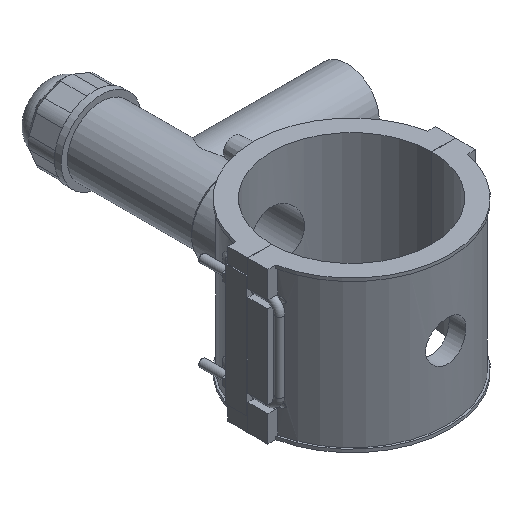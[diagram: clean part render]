
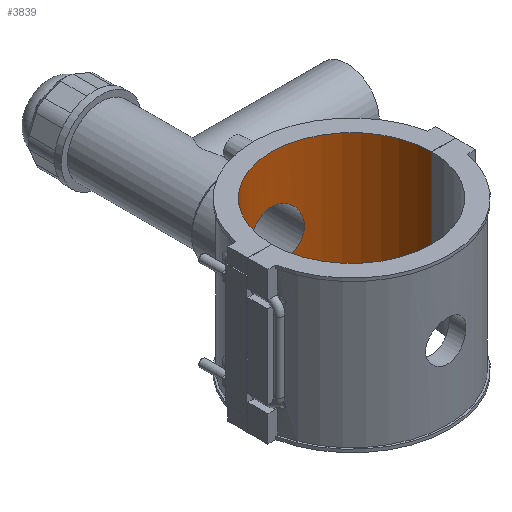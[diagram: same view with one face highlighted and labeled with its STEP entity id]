
A CAD part, isometric view. The second image highlights one B-rep face of the part: STEP entity #3839.
In plain terms, the highlighted cylindrical face has radius 62.5 mm (diameter 125 mm), a partial arc.
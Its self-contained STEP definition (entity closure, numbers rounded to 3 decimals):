
#280=LINE('',#7697,#579);
#340=LINE('',#8111,#639);
#579=VECTOR('',#4911,118.);
#639=VECTOR('',#5127,118.);
#714=FACE_BOUND('',#1387,.T.);
#715=B_SPLINE_CURVE_WITH_KNOTS('',3,(#5149,#5150,#5151,#5152,#5153,#5154,
#5155,#5156,#5157,#5158,#5159,#5160,#5161,#5162,#5163,#5164,#5165,#5166,
#5167,#5168,#5169,#5170,#5171,#5172,#5173,#5174,#5175,#5176,#5177,#5178,
#5179,#5180,#5181,#5182,#5183,#5184,#5185,#5186,#5187,#5188,#5189,#5190,
#5191,#5192,#5193,#5194,#5195,#5196,#5197,#5198,#5199,#5200,#5201,#5202,
#5203,#5204,#5205,#5206,#5207,#5208,#5209,#5210,#5211,#5212,#5213,#5214),
 .UNSPECIFIED.,.T.,.F.,(4,2,2,2,2,2,2,2,2,2,2,2,2,2,2,2,2,2,2,2,2,2,2,2,
2,2,2,2,2,2,2,2,4),(0.,0.416,0.832,1.248,
1.664,2.08,2.495,2.911,3.327,
3.742,4.158,4.574,4.99,5.406,
5.822,6.237,6.653,7.069,7.485,
7.901,8.317,8.733,9.149,9.564,
9.98,10.396,10.812,11.227,11.643,
12.059,12.475,12.891,13.307),
 .UNSPECIFIED.);
#877=CYLINDRICAL_SURFACE('',#4174,62.5);
#1103=FACE_OUTER_BOUND('',#1386,.T.);
#1386=EDGE_LOOP('',(#3479,#3480,#3481,#3482));
#1387=EDGE_LOOP('',(#3483));
#1514=CIRCLE('',#4171,62.5);
#1515=CIRCLE('',#4173,62.5);
#1517=VERTEX_POINT('',#5148);
#1808=VERTEX_POINT('',#7694);
#1809=VERTEX_POINT('',#7696);
#1866=VERTEX_POINT('',#8108);
#1867=VERTEX_POINT('',#8110);
#1870=EDGE_CURVE('',#1517,#1517,#715,.T.);
#2294=EDGE_CURVE('',#1809,#1808,#280,.T.);
#2396=EDGE_CURVE('',#1867,#1866,#340,.T.);
#2399=EDGE_CURVE('',#1809,#1866,#1514,.T.);
#2400=EDGE_CURVE('',#1867,#1808,#1515,.T.);
#3479=ORIENTED_EDGE('',*,*,#2396,.T.);
#3480=ORIENTED_EDGE('',*,*,#2399,.F.);
#3481=ORIENTED_EDGE('',*,*,#2294,.T.);
#3482=ORIENTED_EDGE('',*,*,#2400,.F.);
#3483=ORIENTED_EDGE('',*,*,#1870,.T.);
#3839=ADVANCED_FACE('',(#1103,#714),#877,.F.);
#4171=AXIS2_PLACEMENT_3D('',#8116,#5132,#5133);
#4173=AXIS2_PLACEMENT_3D('',#8118,#5136,#5137);
#4174=AXIS2_PLACEMENT_3D('',#8120,#5139,#5140);
#4911=DIRECTION('',(0.,0.,-1.));
#5127=DIRECTION('',(0.,0.,1.));
#5132=DIRECTION('center_axis',(0.,0.,-1.));
#5133=DIRECTION('ref_axis',(-1.,0.,0.));
#5136=DIRECTION('center_axis',(0.,0.,1.));
#5137=DIRECTION('ref_axis',(-1.,0.,0.));
#5139=DIRECTION('center_axis',(0.,0.,1.));
#5140=DIRECTION('ref_axis',(-1.,0.,0.));
#5148=CARTESIAN_POINT('',(-21.875,58.547,0.));
#5149=CARTESIAN_POINT('Ctrl Pts',(-21.875,58.547,0.));
#5150=CARTESIAN_POINT('Ctrl Pts',(-21.875,58.547,1.387));
#5151=CARTESIAN_POINT('Ctrl Pts',(-21.741,58.597,2.816));
#5152=CARTESIAN_POINT('Ctrl Pts',(-21.182,58.802,5.652));
#5153=CARTESIAN_POINT('Ctrl Pts',(-20.756,58.956,7.058));
#5154=CARTESIAN_POINT('Ctrl Pts',(-19.637,59.338,9.749));
#5155=CARTESIAN_POINT('Ctrl Pts',(-18.941,59.567,11.036));
#5156=CARTESIAN_POINT('Ctrl Pts',(-17.34,60.052,13.413));
#5157=CARTESIAN_POINT('Ctrl Pts',(-16.433,60.309,14.503));
#5158=CARTESIAN_POINT('Ctrl Pts',(-14.504,60.802,16.432));
#5159=CARTESIAN_POINT('Ctrl Pts',(-13.414,61.056,17.339));
#5160=CARTESIAN_POINT('Ctrl Pts',(-11.037,61.53,18.941));
#5161=CARTESIAN_POINT('Ctrl Pts',(-9.749,61.75,19.636));
#5162=CARTESIAN_POINT('Ctrl Pts',(-7.058,62.115,20.756));
#5163=CARTESIAN_POINT('Ctrl Pts',(-5.651,62.26,21.182));
#5164=CARTESIAN_POINT('Ctrl Pts',(-2.815,62.453,21.741));
#5165=CARTESIAN_POINT('Ctrl Pts',(-1.386,62.5,21.875));
#5166=CARTESIAN_POINT('Ctrl Pts',(1.386,62.5,21.875));
#5167=CARTESIAN_POINT('Ctrl Pts',(2.815,62.453,21.741));
#5168=CARTESIAN_POINT('Ctrl Pts',(5.651,62.26,21.182));
#5169=CARTESIAN_POINT('Ctrl Pts',(7.058,62.115,20.756));
#5170=CARTESIAN_POINT('Ctrl Pts',(9.749,61.75,19.636));
#5171=CARTESIAN_POINT('Ctrl Pts',(11.037,61.53,18.941));
#5172=CARTESIAN_POINT('Ctrl Pts',(13.414,61.056,17.339));
#5173=CARTESIAN_POINT('Ctrl Pts',(14.504,60.802,16.432));
#5174=CARTESIAN_POINT('Ctrl Pts',(16.433,60.309,14.503));
#5175=CARTESIAN_POINT('Ctrl Pts',(17.34,60.052,13.413));
#5176=CARTESIAN_POINT('Ctrl Pts',(18.941,59.567,11.036));
#5177=CARTESIAN_POINT('Ctrl Pts',(19.637,59.338,9.749));
#5178=CARTESIAN_POINT('Ctrl Pts',(20.756,58.956,7.058));
#5179=CARTESIAN_POINT('Ctrl Pts',(21.182,58.802,5.652));
#5180=CARTESIAN_POINT('Ctrl Pts',(21.741,58.597,2.816));
#5181=CARTESIAN_POINT('Ctrl Pts',(21.875,58.547,1.387));
#5182=CARTESIAN_POINT('Ctrl Pts',(21.875,58.547,-1.387));
#5183=CARTESIAN_POINT('Ctrl Pts',(21.741,58.597,-2.816));
#5184=CARTESIAN_POINT('Ctrl Pts',(21.182,58.802,-5.652));
#5185=CARTESIAN_POINT('Ctrl Pts',(20.756,58.956,-7.058));
#5186=CARTESIAN_POINT('Ctrl Pts',(19.637,59.338,-9.749));
#5187=CARTESIAN_POINT('Ctrl Pts',(18.941,59.567,-11.036));
#5188=CARTESIAN_POINT('Ctrl Pts',(17.34,60.052,-13.413));
#5189=CARTESIAN_POINT('Ctrl Pts',(16.433,60.309,-14.503));
#5190=CARTESIAN_POINT('Ctrl Pts',(14.504,60.802,-16.432));
#5191=CARTESIAN_POINT('Ctrl Pts',(13.414,61.056,-17.339));
#5192=CARTESIAN_POINT('Ctrl Pts',(11.037,61.53,-18.941));
#5193=CARTESIAN_POINT('Ctrl Pts',(9.749,61.75,-19.636));
#5194=CARTESIAN_POINT('Ctrl Pts',(7.058,62.115,-20.756));
#5195=CARTESIAN_POINT('Ctrl Pts',(5.651,62.26,-21.182));
#5196=CARTESIAN_POINT('Ctrl Pts',(2.815,62.453,-21.741));
#5197=CARTESIAN_POINT('Ctrl Pts',(1.386,62.5,-21.875));
#5198=CARTESIAN_POINT('Ctrl Pts',(-1.386,62.5,-21.875));
#5199=CARTESIAN_POINT('Ctrl Pts',(-2.815,62.453,-21.741));
#5200=CARTESIAN_POINT('Ctrl Pts',(-5.651,62.26,-21.182));
#5201=CARTESIAN_POINT('Ctrl Pts',(-7.058,62.115,-20.756));
#5202=CARTESIAN_POINT('Ctrl Pts',(-9.749,61.75,-19.636));
#5203=CARTESIAN_POINT('Ctrl Pts',(-11.037,61.53,-18.941));
#5204=CARTESIAN_POINT('Ctrl Pts',(-13.414,61.056,-17.339));
#5205=CARTESIAN_POINT('Ctrl Pts',(-14.504,60.802,-16.432));
#5206=CARTESIAN_POINT('Ctrl Pts',(-16.433,60.309,-14.503));
#5207=CARTESIAN_POINT('Ctrl Pts',(-17.34,60.052,-13.413));
#5208=CARTESIAN_POINT('Ctrl Pts',(-18.941,59.567,-11.036));
#5209=CARTESIAN_POINT('Ctrl Pts',(-19.637,59.338,-9.749));
#5210=CARTESIAN_POINT('Ctrl Pts',(-20.756,58.956,-7.058));
#5211=CARTESIAN_POINT('Ctrl Pts',(-21.182,58.802,-5.652));
#5212=CARTESIAN_POINT('Ctrl Pts',(-21.741,58.597,-2.816));
#5213=CARTESIAN_POINT('Ctrl Pts',(-21.875,58.547,-1.387));
#5214=CARTESIAN_POINT('Ctrl Pts',(-21.875,58.547,0.));
#7694=CARTESIAN_POINT('',(-62.5,0.05,-59.));
#7696=CARTESIAN_POINT('',(-62.5,0.05,59.));
#7697=CARTESIAN_POINT('',(-62.5,0.05,0.));
#8108=CARTESIAN_POINT('',(62.5,0.05,59.));
#8110=CARTESIAN_POINT('',(62.5,0.05,-59.));
#8111=CARTESIAN_POINT('',(62.5,0.05,0.));
#8116=CARTESIAN_POINT('Origin',(0.,0.,59.));
#8118=CARTESIAN_POINT('Origin',(0.,0.,-59.));
#8120=CARTESIAN_POINT('Origin',(0.,0.,0.));
